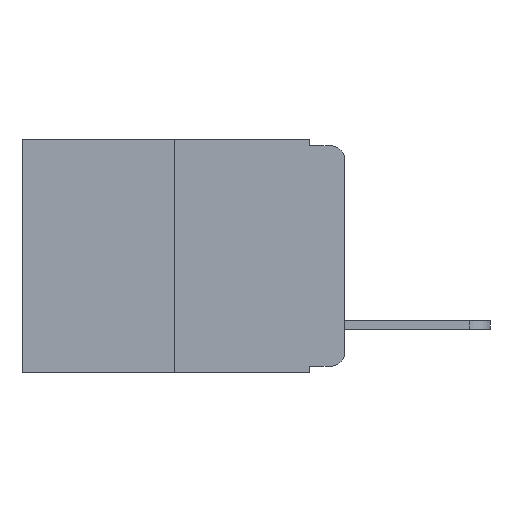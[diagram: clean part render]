
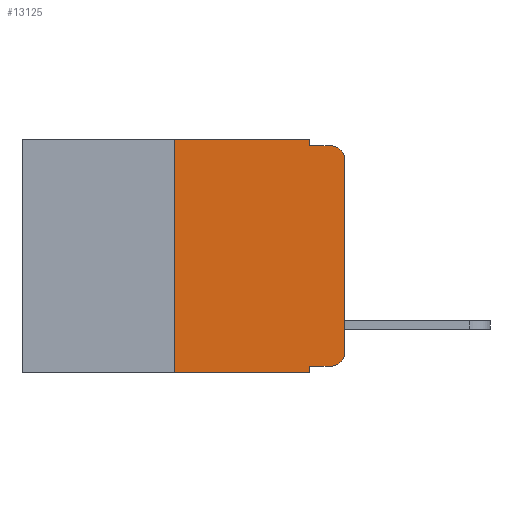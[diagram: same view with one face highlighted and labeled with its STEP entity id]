
A CAD part, left-side view. The second image highlights one B-rep face of the part: STEP entity #13125.
In plain terms, the highlighted planar face has unit normal (-1, 0, 0).
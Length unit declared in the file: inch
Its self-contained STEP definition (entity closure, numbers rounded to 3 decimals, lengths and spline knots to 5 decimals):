
#93 = EDGE_CURVE ( 'NONE', #11265, #2297, #6239, .T. ) ;
#119 = ORIENTED_EDGE ( 'NONE', *, *, #8863, .F. ) ;
#230 = DIRECTION ( 'NONE',  ( 0., -1., 0. ) ) ;
#294 = EDGE_CURVE ( 'NONE', #10019, #6650, #5855, .T. ) ;
#394 = CARTESIAN_POINT ( 'NONE',  ( 0., 0.051, 0. ) ) ;
#1052 = AXIS2_PLACEMENT_3D ( 'NONE', #10233, #5790, #11557 ) ;
#1157 = VECTOR ( 'NONE', #11860, 39.37008 ) ;
#1737 = CARTESIAN_POINT ( 'NONE',  ( 0., 0.051, -0.333 ) ) ;
#1882 = CARTESIAN_POINT ( 'NONE',  ( 0., 0., 0. ) ) ;
#1925 = FACE_OUTER_BOUND ( 'NONE', #13702, .T. ) ;
#1977 = VECTOR ( 'NONE', #2629, 39.37008 ) ;
#2021 = PLANE ( 'NONE',  #14790 ) ;
#2234 = LINE ( 'NONE', #13917, #4184 ) ;
#2297 = VERTEX_POINT ( 'NONE', #2918 ) ;
#2629 = DIRECTION ( 'NONE',  ( 0., 0., -1. ) ) ;
#2891 = VERTEX_POINT ( 'NONE', #9850 ) ;
#2918 = CARTESIAN_POINT ( 'NONE',  ( 0., 0.051, -0.343 ) ) ;
#3092 = ORIENTED_EDGE ( 'NONE', *, *, #93, .F. ) ;
#3796 = EDGE_CURVE ( 'NONE', #5674, #13250, #14267, .T. ) ;
#4041 = CARTESIAN_POINT ( 'NONE',  ( 0., 0.473, 0. ) ) ;
#4051 = ORIENTED_EDGE ( 'NONE', *, *, #14394, .T. ) ;
#4104 = ORIENTED_EDGE ( 'NONE', *, *, #294, .T. ) ;
#4184 = VECTOR ( 'NONE', #230, 39.37008 ) ;
#4868 = VECTOR ( 'NONE', #14237, 39.37008 ) ;
#5119 = VECTOR ( 'NONE', #13522, 39.37008 ) ;
#5237 = CARTESIAN_POINT ( 'NONE',  ( 0., 0.02, -0.333 ) ) ;
#5258 = DIRECTION ( 'NONE',  ( 0., -1., 0. ) ) ;
#5674 = VERTEX_POINT ( 'NONE', #13503 ) ;
#5790 = DIRECTION ( 'NONE',  ( -1., 0., 0. ) ) ;
#5855 = LINE ( 'NONE', #1882, #12508 ) ;
#5913 = CARTESIAN_POINT ( 'NONE',  ( 0., 0.02, -0.01 ) ) ;
#5937 = EDGE_CURVE ( 'NONE', #6650, #12132, #11345, .T. ) ;
#5944 = DIRECTION ( 'NONE',  ( 0., 0., 1. ) ) ;
#6239 = LINE ( 'NONE', #394, #1977 ) ;
#6355 = DIRECTION ( 'NONE',  ( 0., 0., 1. ) ) ;
#6583 = ORIENTED_EDGE ( 'NONE', *, *, #6809, .F. ) ;
#6650 = VERTEX_POINT ( 'NONE', #8438 ) ;
#6768 = ORIENTED_EDGE ( 'NONE', *, *, #3796, .F. ) ;
#6809 = EDGE_CURVE ( 'NONE', #2891, #12320, #13285, .T. ) ;
#6964 = ORIENTED_EDGE ( 'NONE', *, *, #5937, .T. ) ;
#7414 = CARTESIAN_POINT ( 'NONE',  ( 0., 0., -0.313 ) ) ;
#7438 = EDGE_CURVE ( 'NONE', #5674, #2297, #14249, .T. ) ;
#7937 = LINE ( 'NONE', #8211, #1157 ) ;
#8115 = DIRECTION ( 'NONE',  ( 0., 0., -1. ) ) ;
#8211 = CARTESIAN_POINT ( 'NONE',  ( 0., 0.051, -0.333 ) ) ;
#8354 = VECTOR ( 'NONE', #5258, 39.37008 ) ;
#8403 = ORIENTED_EDGE ( 'NONE', *, *, #8885, .T. ) ;
#8438 = CARTESIAN_POINT ( 'NONE',  ( 0., 0., -0.03 ) ) ;
#8707 = CARTESIAN_POINT ( 'NONE',  ( 0., 0.473, 0. ) ) ;
#8863 = EDGE_CURVE ( 'NONE', #12320, #12132, #2234, .T. ) ;
#8885 = EDGE_CURVE ( 'NONE', #11265, #9606, #7937, .T. ) ;
#9199 = DIRECTION ( 'NONE',  ( 1., 0., 0. ) ) ;
#9606 = VERTEX_POINT ( 'NONE', #5237 ) ;
#9621 = ORIENTED_EDGE ( 'NONE', *, *, #13162, .F. ) ;
#9850 = CARTESIAN_POINT ( 'NONE',  ( 0., 0.051, 0. ) ) ;
#10019 = VERTEX_POINT ( 'NONE', #7414 ) ;
#10159 = VECTOR ( 'NONE', #5944, 39.37008 ) ;
#10233 = CARTESIAN_POINT ( 'NONE',  ( 0., 0.02, -0.03 ) ) ;
#10339 = LINE ( 'NONE', #4041, #8354 ) ;
#10431 = CARTESIAN_POINT ( 'NONE',  ( 0., 0.051, -0.01 ) ) ;
#10438 = DIRECTION ( 'NONE',  ( 0., 0., -1. ) ) ;
#10572 = CARTESIAN_POINT ( 'NONE',  ( 0., 0.25, 0. ) ) ;
#10693 = CIRCLE ( 'NONE', #12411, 0.02 ) ;
#11265 = VERTEX_POINT ( 'NONE', #1737 ) ;
#11345 = CIRCLE ( 'NONE', #1052, 0.02 ) ;
#11557 = DIRECTION ( 'NONE',  ( 0., 0., -1. ) ) ;
#11622 = DIRECTION ( 'NONE',  ( -1., 0., 0. ) ) ;
#11860 = DIRECTION ( 'NONE',  ( 0., -1., 0. ) ) ;
#12132 = VERTEX_POINT ( 'NONE', #5913 ) ;
#12320 = VERTEX_POINT ( 'NONE', #10431 ) ;
#12411 = AXIS2_PLACEMENT_3D ( 'NONE', #12674, #11622, #10438 ) ;
#12508 = VECTOR ( 'NONE', #6355, 39.37008 ) ;
#12665 = CARTESIAN_POINT ( 'NONE',  ( 0., 0.25, 0. ) ) ;
#12674 = CARTESIAN_POINT ( 'NONE',  ( 0., 0.02, -0.313 ) ) ;
#13093 = CARTESIAN_POINT ( 'NONE',  ( 0., 0.051, 0. ) ) ;
#13125 = ADVANCED_FACE ( 'NONE', ( #1925 ), #2021, .F. ) ;
#13162 = EDGE_CURVE ( 'NONE', #13250, #2891, #10339, .T. ) ;
#13250 = VERTEX_POINT ( 'NONE', #10572 ) ;
#13285 = LINE ( 'NONE', #13093, #4868 ) ;
#13295 = ORIENTED_EDGE ( 'NONE', *, *, #7438, .T. ) ;
#13372 = CARTESIAN_POINT ( 'NONE',  ( 0., 0.473, -0.343 ) ) ;
#13503 = CARTESIAN_POINT ( 'NONE',  ( 0., 0.25, -0.343 ) ) ;
#13522 = DIRECTION ( 'NONE',  ( 0., -1., 0. ) ) ;
#13702 = EDGE_LOOP ( 'NONE', ( #4104, #6964, #119, #6583, #9621, #6768, #13295, #3092, #8403, #4051 ) ) ;
#13917 = CARTESIAN_POINT ( 'NONE',  ( 0., 0.051, -0.01 ) ) ;
#14237 = DIRECTION ( 'NONE',  ( 0., 0., -1. ) ) ;
#14249 = LINE ( 'NONE', #13372, #5119 ) ;
#14267 = LINE ( 'NONE', #12665, #10159 ) ;
#14394 = EDGE_CURVE ( 'NONE', #9606, #10019, #10693, .T. ) ;
#14790 = AXIS2_PLACEMENT_3D ( 'NONE', #8707, #9199, #8115 ) ;
